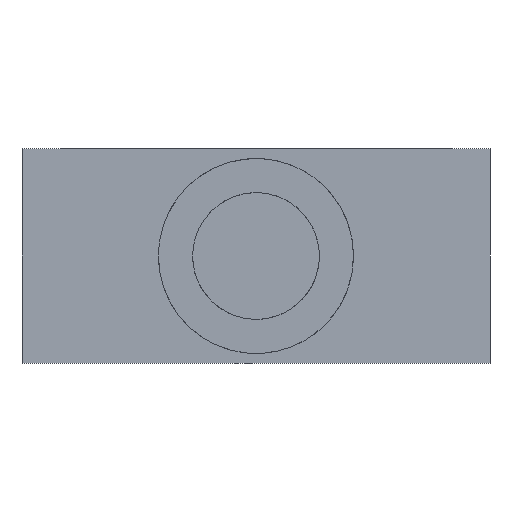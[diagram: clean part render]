
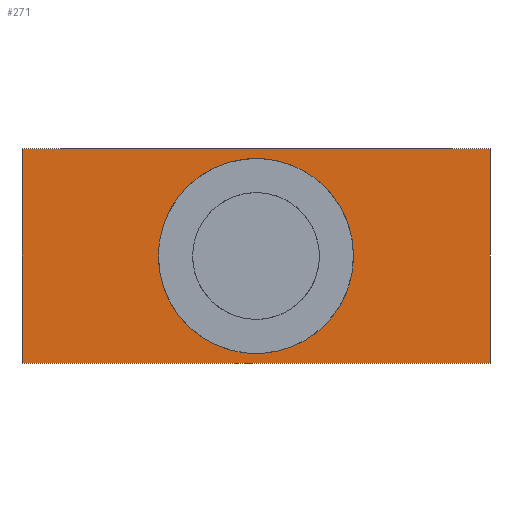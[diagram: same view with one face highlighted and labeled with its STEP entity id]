
A CAD part, front view. The second image highlights one B-rep face of the part: STEP entity #271.
In plain terms, the highlighted free-form (B-spline) face has degree [1, 1] with [2, 2] control points.
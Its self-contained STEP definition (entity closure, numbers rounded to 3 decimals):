
#60 = VERTEX_POINT('',#61);
#61 = CARTESIAN_POINT('',(0.,-18.797,14.769));
#66 = EDGE_CURVE('',#67,#60,#69,.T.);
#67 = VERTEX_POINT('',#68);
#68 = CARTESIAN_POINT('',(32.223,-18.797,14.769
    ));
#69 = B_SPLINE_CURVE_WITH_KNOTS('',1,(#70,#71),.UNSPECIFIED.,.F.,.F.,(2,
    2),(-24.,0.),.PIECEWISE_BEZIER_KNOTS.);
#70 = CARTESIAN_POINT('',(32.223,-18.797,14.769
    ));
#71 = CARTESIAN_POINT('',(0.,-18.797,14.769));
#224 = VERTEX_POINT('',#225);
#225 = CARTESIAN_POINT('',(9.398,-18.797,7.385)
  );
#230 = EDGE_CURVE('',#224,#224,#231,.T.);
#231 = ( BOUNDED_CURVE() B_SPLINE_CURVE(2,(#232,#233,#234,#235,#236,#237
,#238),.UNSPECIFIED.,.T.,.F.) B_SPLINE_CURVE_WITH_KNOTS((3,2,2,3),(
    3.142,5.236,7.33,9.425),
.PIECEWISE_BEZIER_KNOTS.) CURVE() GEOMETRIC_REPRESENTATION_ITEM() 
RATIONAL_B_SPLINE_CURVE((1.,0.5,1.,0.5,1.,0.5,1.)) REPRESENTATION_ITEM(
  '') );
#232 = CARTESIAN_POINT('',(9.398,-18.797,7.385)
  );
#233 = CARTESIAN_POINT('',(9.398,-18.797,19.012
    ));
#234 = CARTESIAN_POINT('',(19.468,-18.797,
    13.198));
#235 = CARTESIAN_POINT('',(29.538,-18.797,7.385
    ));
#236 = CARTESIAN_POINT('',(19.468,-18.797,1.571
    ));
#237 = CARTESIAN_POINT('',(9.398,-18.797,-4.243
    ));
#238 = CARTESIAN_POINT('',(9.398,-18.797,7.385)
  );
#271 = ADVANCED_FACE('',(#272,#294),#297,.T.);
#272 = FACE_BOUND('',#273,.T.);
#273 = EDGE_LOOP('',(#274,#281,#288,#293));
#274 = ORIENTED_EDGE('',*,*,#275,.T.);
#275 = EDGE_CURVE('',#60,#276,#278,.T.);
#276 = VERTEX_POINT('',#277);
#277 = CARTESIAN_POINT('',(0.,-18.797,0.));
#278 = B_SPLINE_CURVE_WITH_KNOTS('',1,(#279,#280),.UNSPECIFIED.,.F.,.F.,
  (2,2),(0.,11.),.PIECEWISE_BEZIER_KNOTS.);
#279 = CARTESIAN_POINT('',(0.,-18.797,14.769));
#280 = CARTESIAN_POINT('',(0.,-18.797,0.));
#281 = ORIENTED_EDGE('',*,*,#282,.T.);
#282 = EDGE_CURVE('',#276,#283,#285,.T.);
#283 = VERTEX_POINT('',#284);
#284 = CARTESIAN_POINT('',(32.223,-18.797,0.));
#285 = B_SPLINE_CURVE_WITH_KNOTS('',1,(#286,#287),.UNSPECIFIED.,.F.,.F.,
  (2,2),(-24.,0.),.PIECEWISE_BEZIER_KNOTS.);
#286 = CARTESIAN_POINT('',(0.,-18.797,0.));
#287 = CARTESIAN_POINT('',(32.223,-18.797,0.));
#288 = ORIENTED_EDGE('',*,*,#289,.T.);
#289 = EDGE_CURVE('',#283,#67,#290,.T.);
#290 = B_SPLINE_CURVE_WITH_KNOTS('',1,(#291,#292),.UNSPECIFIED.,.F.,.F.,
  (2,2),(0.,11.),.PIECEWISE_BEZIER_KNOTS.);
#291 = CARTESIAN_POINT('',(32.223,-18.797,0.));
#292 = CARTESIAN_POINT('',(32.223,-18.797,
    14.769));
#293 = ORIENTED_EDGE('',*,*,#66,.T.);
#294 = FACE_BOUND('',#295,.T.);
#295 = EDGE_LOOP('',(#296));
#296 = ORIENTED_EDGE('',*,*,#230,.T.);
#297 = B_SPLINE_SURFACE_WITH_KNOTS('',1,1,(
    (#298,#299)
    ,(#300,#301
    )),.UNSPECIFIED.,.F.,.F.,.F.,(2,2),(2,2),(-5.5,5.5),(-12.,12.),
  .PIECEWISE_BEZIER_KNOTS.);
#298 = CARTESIAN_POINT('',(0.,-18.797,14.769));
#299 = CARTESIAN_POINT('',(32.223,-18.797,
    14.769));
#300 = CARTESIAN_POINT('',(0.,-18.797,0.));
#301 = CARTESIAN_POINT('',(32.223,-18.797,0.));
